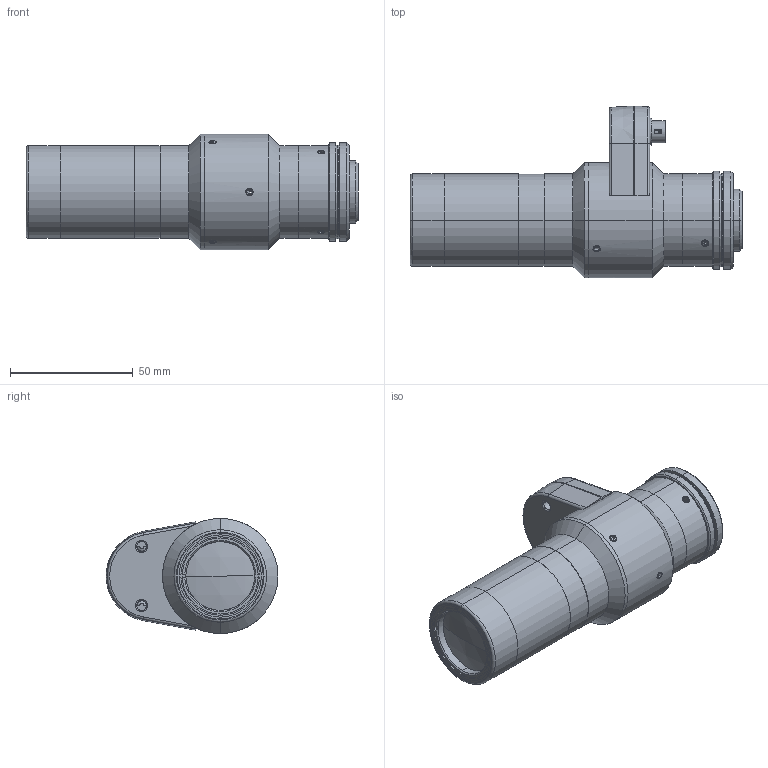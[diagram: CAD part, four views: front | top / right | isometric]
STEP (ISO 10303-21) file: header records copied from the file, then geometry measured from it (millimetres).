
FILE_DESCRIPTION (( 'STEP AP203' ), '1' );
FILE_NAME ('DP30283_TCEL050.step', '2021-10-07T10:50:26', ( '' ), ( '' ), 'SwSTEP 2.0', 'SolidWorks 2021', '' );
FILE_SCHEMA (( 'CONFIG_CONTROL_DESIGN' ));
Length unit declared in the file: millimetre
Products named in the file (1): DP30283_TCEL050
Bounding box: 135.25 x 70 x 47 mm (x, y, z)
Surface area: 30743.9 mm2 (no closed solid volume)
Topology: 0 solids, 37 shells, 257 faces, 809 edges, 575 vertices
Faces by surface type: plane 117, cylinder 95, cone 33, torus 8, sphere 4
Entity records: 9739 total; most frequent: CARTESIAN_POINT 2431, DIRECTION 1606, ORIENTED_EDGE 1273, EDGE_CURVE 809, AXIS2_PLACEMENT_3D 603, VERTEX_POINT 575, LINE 400, VECTOR 400
